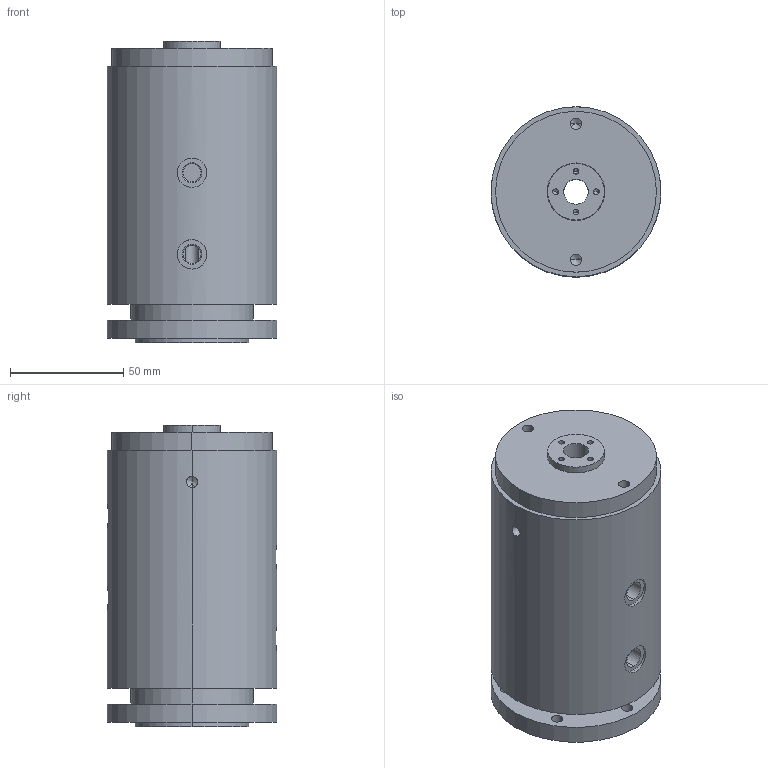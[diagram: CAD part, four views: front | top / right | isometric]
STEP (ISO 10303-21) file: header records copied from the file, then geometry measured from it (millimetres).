
FILE_DESCRIPTION (( 'STEP AP203' ), '1' );
FILE_NAME ('RQ400-02.STEP', '2020-07-28T10:06:09', ( '微软用户' ), ( '微软中国' ), 'SwSTEP 2.0', 'SolidWorks 2014', '' );
FILE_SCHEMA (( 'CONFIG_CONTROL_DESIGN' ));
Length unit declared in the file: millimetre
Products named in the file (1): RQ400-02
Bounding box: 75 x 75 x 133 mm (x, y, z)
Volume: 526372.4 mm3; surface area: 55559.6 mm2
Topology: 1 solids, 1 shells, 139 faces, 316 edges, 184 vertices
Faces by surface type: cylinder 85, cone 32, plane 22
Entity records: 4451 total; most frequent: CARTESIAN_POINT 1216, DIRECTION 716, ORIENTED_EDGE 600, EDGE_CURVE 300, AXIS2_PLACEMENT_3D 296, VERTEX_POINT 184, EDGE_LOOP 178, CIRCLE 156
